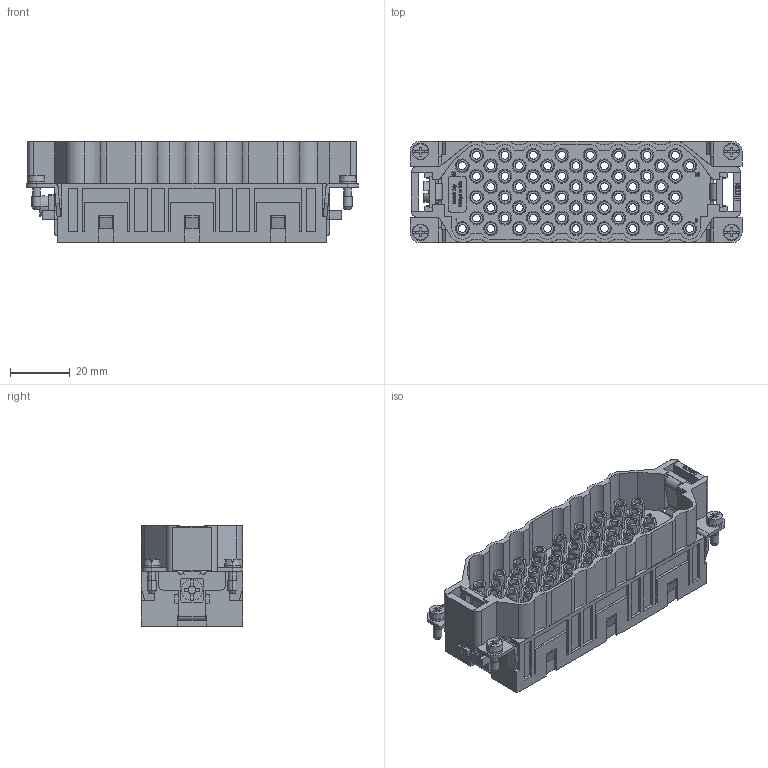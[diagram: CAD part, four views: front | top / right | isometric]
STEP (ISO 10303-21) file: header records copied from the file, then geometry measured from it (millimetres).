
FILE_DESCRIPTION(('Creo Elements/Direct Modeling STEP Export'),'2;1');
FILE_NAME('CQEEM_64.stp','2012-11-30T11:43:33',(''),(''),'Creo Elements/Direct Modeling STEP processor for AP214 (Solid Model)','Creo Elements/Direct Modeling 18.0B 02-Dec-2011 (C) Parametric Technology GmbH','');
FILE_SCHEMA(('AUTOMOTIVE_DESIGN { 1 0 10303 214 1 1 1 1 }'));
Products named in the file (2): CQEEM_64
Assembly tree (1 placements, depth 2):
  CQEEM_64
    CQEEM_64
Bounding box: 111 x 34 x 33.6 mm (x, y, z)
Volume: 42300.8 mm3; surface area: 50078.3 mm2
Topology: 1 solids, 1 shells, 7813 faces, 22313 edges, 14852 vertices
Faces by surface type: plane 7056, cylinder 483, cone 272, torus 2
Entity records: 259943 total; most frequent: ORIENTED_EDGE 44644, CARTESIAN_POINT 44201, DIRECTION 37609, EDGE_CURVE 22313, VECTOR 20545, LINE 20545, VERTEX_POINT 14852, AXIS2_PLACEMENT_3D 8532
